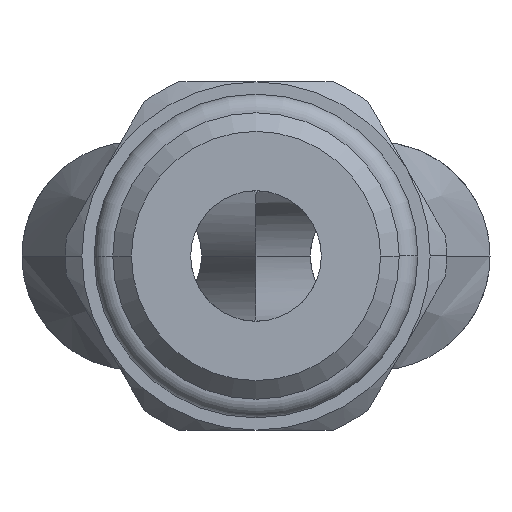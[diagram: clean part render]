
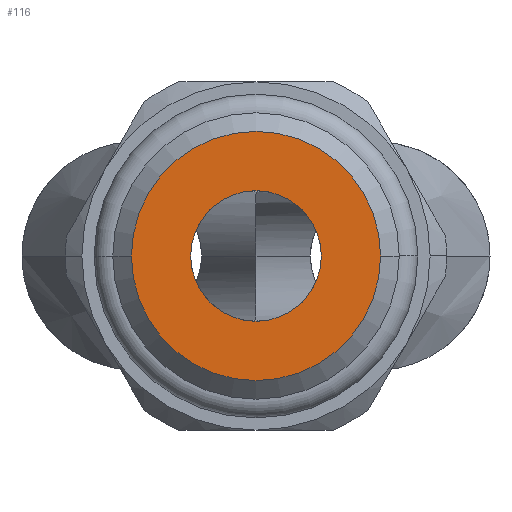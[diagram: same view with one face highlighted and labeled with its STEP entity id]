
A CAD part, front view. The second image highlights one B-rep face of the part: STEP entity #116.
In plain terms, the highlighted planar face has unit normal (0, -1, 0).
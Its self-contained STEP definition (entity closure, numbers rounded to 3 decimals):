
#116=ADVANCED_FACE('',(#309,#310),#311,.T.);
#309=FACE_BOUND('',#560,.T.);
#310=FACE_OUTER_BOUND('',#561,.T.);
#311=PLANE('',#562);
#560=EDGE_LOOP('',(#1218,#1219));
#561=EDGE_LOOP('',(#1220,#1221));
#562=AXIS2_PLACEMENT_3D('',#1222,#1223,#1224);
#1218=ORIENTED_EDGE('',*,*,#1801,.T.);
#1219=ORIENTED_EDGE('',*,*,#1704,.T.);
#1220=ORIENTED_EDGE('',*,*,#1689,.F.);
#1221=ORIENTED_EDGE('',*,*,#1809,.F.);
#1222=CARTESIAN_POINT('',(2.861,0.0,0.0));
#1223=DIRECTION('',(-0.0,-1.0,-0.0));
#1224=DIRECTION('',(-1.0,0.0,0.0));
#1689=EDGE_CURVE('',#2047,#2049,#2050,.T.);
#1704=EDGE_CURVE('',#2070,#2076,#2078,.T.);
#1801=EDGE_CURVE('',#2076,#2070,#2237,.T.);
#1809=EDGE_CURVE('',#2049,#2047,#2246,.T.);
#2047=VERTEX_POINT('',#2703);
#2049=VERTEX_POINT('',#2706);
#2050=CIRCLE('',#2707,5.723);
#2070=VERTEX_POINT('',#2730);
#2076=VERTEX_POINT('',#2737);
#2078=CIRCLE('',#2740,3.0);
#2237=CIRCLE('',#2952,3.0);
#2246=CIRCLE('',#2961,5.723);
#2703=CARTESIAN_POINT('',(5.723,0.0,0.0));
#2706=CARTESIAN_POINT('',(-5.723,0.0,0.));
#2707=AXIS2_PLACEMENT_3D('',#3574,#3575,#3576);
#2730=CARTESIAN_POINT('',(3.0,0.0,0.));
#2737=CARTESIAN_POINT('',(-3.0,0.0,0.));
#2740=AXIS2_PLACEMENT_3D('',#3609,#3610,#3611);
#2952=AXIS2_PLACEMENT_3D('',#3794,#3795,#3796);
#2961=AXIS2_PLACEMENT_3D('',#3818,#3819,#3820);
#3574=CARTESIAN_POINT('',(0.0,0.0,0.0));
#3575=DIRECTION('',(-0.0,1.0,0.0));
#3576=DIRECTION('',(1.0,0.0,0.0));
#3609=CARTESIAN_POINT('',(0.0,0.0,0.0));
#3610=DIRECTION('',(-0.0,1.0,0.0));
#3611=DIRECTION('',(1.0,0.0,0.0));
#3794=CARTESIAN_POINT('',(0.0,0.0,0.0));
#3795=DIRECTION('',(-0.0,1.0,0.0));
#3796=DIRECTION('',(1.0,0.0,0.0));
#3818=CARTESIAN_POINT('',(0.0,0.0,0.0));
#3819=DIRECTION('',(-0.0,1.0,0.0));
#3820=DIRECTION('',(1.0,0.0,0.0));
